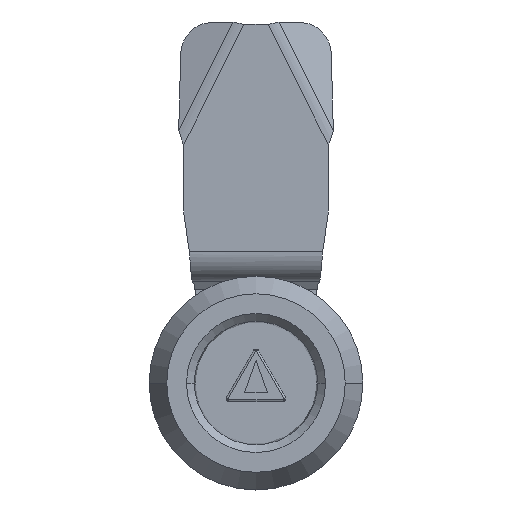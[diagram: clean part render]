
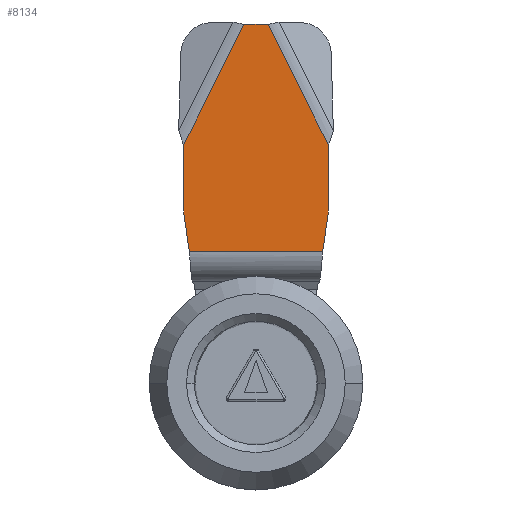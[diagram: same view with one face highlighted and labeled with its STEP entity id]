
A CAD part, top view. The second image highlights one B-rep face of the part: STEP entity #8134.
In plain terms, the highlighted planar face has unit normal (0, 0, 1).
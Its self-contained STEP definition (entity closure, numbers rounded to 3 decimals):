
#187 = LINE ( 'NONE', #14766, #23747 ) ;
#1224 = DIRECTION ( 'NONE',  ( 0., 0., -1. ) ) ;
#1450 = DIRECTION ( 'NONE',  ( 0., 1., 0. ) ) ;
#1672 = ORIENTED_EDGE ( 'NONE', *, *, #3308, .F. ) ;
#1820 = DIRECTION ( 'NONE',  ( 0., 0., 1. ) ) ;
#1860 = CARTESIAN_POINT ( 'NONE',  ( -21.851, 6.479, 7. ) ) ;
#3308 = EDGE_CURVE ( 'NONE', #18984, #6440, #19838, .T. ) ;
#3542 = LINE ( 'NONE', #1860, #9089 ) ;
#3581 = ORIENTED_EDGE ( 'NONE', *, *, #20090, .F. ) ;
#3608 = DIRECTION ( 'NONE',  ( 0., 1., 0. ) ) ;
#3651 = VERTEX_POINT ( 'NONE', #22568 ) ;
#3716 = VERTEX_POINT ( 'NONE', #10391 ) ;
#3867 = EDGE_CURVE ( 'NONE', #3651, #12524, #7038, .T. ) ;
#4421 = VECTOR ( 'NONE', #8778, 1000. ) ;
#4442 = ORIENTED_EDGE ( 'NONE', *, *, #3867, .T. ) ;
#4594 = ORIENTED_EDGE ( 'NONE', *, *, #15341, .F. ) ;
#5108 = VERTEX_POINT ( 'NONE', #7946 ) ;
#5609 = CARTESIAN_POINT ( 'NONE',  ( 21.851, 6.479, 7. ) ) ;
#6362 = CARTESIAN_POINT ( 'NONE',  ( 0., 17.283, 7. ) ) ;
#6400 = ORIENTED_EDGE ( 'NONE', *, *, #22323, .F. ) ;
#6440 = VERTEX_POINT ( 'NONE', #15462 ) ;
#6869 = VERTEX_POINT ( 'NONE', #21219 ) ;
#6896 = CARTESIAN_POINT ( 'NONE',  ( 0., -4.446, 7. ) ) ;
#6902 = AXIS2_PLACEMENT_3D ( 'NONE', #21815, #1820, #1450 ) ;
#6912 = EDGE_CURVE ( 'NONE', #3716, #8904, #14592, .T. ) ;
#7038 = CIRCLE ( 'NONE', #22021, 4. ) ;
#7209 = ORIENTED_EDGE ( 'NONE', *, *, #22061, .T. ) ;
#7230 = LINE ( 'NONE', #13103, #8000 ) ;
#7335 = ORIENTED_EDGE ( 'NONE', *, *, #6912, .T. ) ;
#7946 = CARTESIAN_POINT ( 'NONE',  ( -1.59, 47., 7. ) ) ;
#8000 = VECTOR ( 'NONE', #9267, 1000. ) ;
#8015 = EDGE_CURVE ( 'NONE', #3716, #15297, #17914, .T. ) ;
#8088 = DIRECTION ( 'NONE',  ( 1., 0., 0. ) ) ;
#8134 = ADVANCED_FACE ( 'NONE', ( #8830 ), #21345, .F. ) ;
#8778 = DIRECTION ( 'NONE',  ( -0.145, -0.989, 0. ) ) ;
#8824 = DIRECTION ( 'NONE',  ( -0.145, 0.989, 0. ) ) ;
#8830 = FACE_OUTER_BOUND ( 'NONE', #11662, .T. ) ;
#8904 = VERTEX_POINT ( 'NONE', #10693 ) ;
#8973 = DIRECTION ( 'NONE',  ( 0., 0., 1. ) ) ;
#9017 = CARTESIAN_POINT ( 'NONE',  ( 9.5, 22.5, 7. ) ) ;
#9070 = CARTESIAN_POINT ( 'NONE',  ( 8.735, 17.283, 7. ) ) ;
#9089 = VECTOR ( 'NONE', #23532, 1000. ) ;
#9204 = CARTESIAN_POINT ( 'NONE',  ( 1.59, 47., 7. ) ) ;
#9267 = DIRECTION ( 'NONE',  ( 1., 0., 0. ) ) ;
#10274 = ORIENTED_EDGE ( 'NONE', *, *, #11735, .F. ) ;
#10391 = CARTESIAN_POINT ( 'NONE',  ( 9.458, 22.211, 7. ) ) ;
#10693 = CARTESIAN_POINT ( 'NONE',  ( 9.5, 22.792, 7. ) ) ;
#11662 = EDGE_LOOP ( 'NONE', ( #3581, #10274, #4442, #4594, #7209, #19899, #7335, #14429, #1672, #6400 ) ) ;
#11735 = EDGE_CURVE ( 'NONE', #3651, #22610, #12781, .T. ) ;
#12524 = VERTEX_POINT ( 'NONE', #17604 ) ;
#12603 = DIRECTION ( 'NONE',  ( 0., -1., 0. ) ) ;
#12781 = LINE ( 'NONE', #20106, #13179 ) ;
#13103 = CARTESIAN_POINT ( 'NONE',  ( 9.5, 47., 7. ) ) ;
#13179 = VECTOR ( 'NONE', #3608, 1000. ) ;
#13651 = CARTESIAN_POINT ( 'NONE',  ( -9.5, 31.18, 7. ) ) ;
#13852 = VECTOR ( 'NONE', #8824, 1000. ) ;
#14429 = ORIENTED_EDGE ( 'NONE', *, *, #21657, .F. ) ;
#14495 = DIRECTION ( 'NONE',  ( 0., 1., 0. ) ) ;
#14592 = CIRCLE ( 'NONE', #6902, 4. ) ;
#14766 = CARTESIAN_POINT ( 'NONE',  ( 9.5, 47., 7. ) ) ;
#15297 = VERTEX_POINT ( 'NONE', #9070 ) ;
#15341 = EDGE_CURVE ( 'NONE', #6869, #12524, #17837, .T. ) ;
#15462 = CARTESIAN_POINT ( 'NONE',  ( 9.5, 31.18, 7. ) ) ;
#15649 = LINE ( 'NONE', #6362, #23342 ) ;
#15692 = DIRECTION ( 'NONE',  ( 0., 1., 0. ) ) ;
#17485 = VECTOR ( 'NONE', #19954, 1000. ) ;
#17604 = CARTESIAN_POINT ( 'NONE',  ( -9.458, 22.211, 7. ) ) ;
#17837 = LINE ( 'NONE', #17973, #13852 ) ;
#17914 = LINE ( 'NONE', #9017, #4421 ) ;
#17973 = CARTESIAN_POINT ( 'NONE',  ( -9.5, 22.5, 7. ) ) ;
#18112 = CARTESIAN_POINT ( 'NONE',  ( -5.5, 22.792, 7. ) ) ;
#18984 = VERTEX_POINT ( 'NONE', #9204 ) ;
#19838 = LINE ( 'NONE', #5609, #17485 ) ;
#19899 = ORIENTED_EDGE ( 'NONE', *, *, #8015, .F. ) ;
#19954 = DIRECTION ( 'NONE',  ( 0.447, -0.894, 0. ) ) ;
#20090 = EDGE_CURVE ( 'NONE', #22610, #5108, #3542, .T. ) ;
#20106 = CARTESIAN_POINT ( 'NONE',  ( -9.5, 47., 7. ) ) ;
#21219 = CARTESIAN_POINT ( 'NONE',  ( -8.735, 17.283, 7. ) ) ;
#21345 = PLANE ( 'NONE',  #21774 ) ;
#21657 = EDGE_CURVE ( 'NONE', #6440, #8904, #187, .T. ) ;
#21774 = AXIS2_PLACEMENT_3D ( 'NONE', #6896, #1224, #15692 ) ;
#21815 = CARTESIAN_POINT ( 'NONE',  ( 5.5, 22.792, 7. ) ) ;
#22021 = AXIS2_PLACEMENT_3D ( 'NONE', #18112, #8973, #14495 ) ;
#22061 = EDGE_CURVE ( 'NONE', #6869, #15297, #15649, .T. ) ;
#22323 = EDGE_CURVE ( 'NONE', #5108, #18984, #7230, .T. ) ;
#22568 = CARTESIAN_POINT ( 'NONE',  ( -9.5, 22.792, 7. ) ) ;
#22610 = VERTEX_POINT ( 'NONE', #13651 ) ;
#23342 = VECTOR ( 'NONE', #8088, 1000. ) ;
#23532 = DIRECTION ( 'NONE',  ( 0.447, 0.894, 0. ) ) ;
#23747 = VECTOR ( 'NONE', #12603, 1000. ) ;
